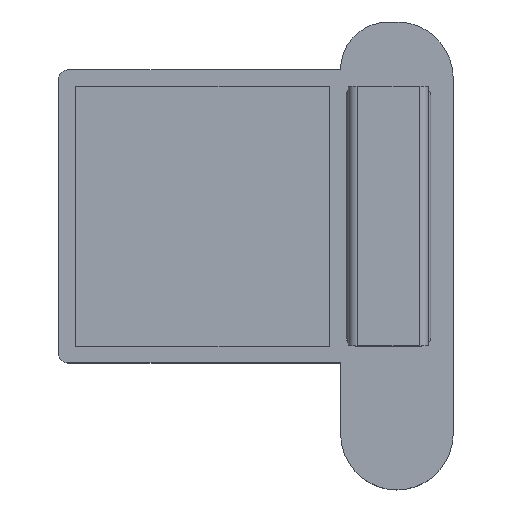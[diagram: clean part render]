
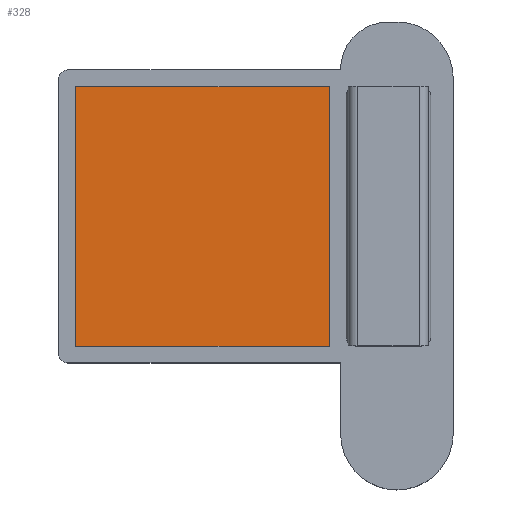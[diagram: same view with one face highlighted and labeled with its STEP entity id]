
A CAD part, top view. The second image highlights one B-rep face of the part: STEP entity #328.
In plain terms, the highlighted planar face has unit normal (0, 0, 1).
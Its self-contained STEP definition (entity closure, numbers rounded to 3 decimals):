
#16 = CARTESIAN_POINT ( 'NONE',  ( -27.75, 1.5, 6. ) ) ;
#65 = VECTOR ( 'NONE', #841, 1000. ) ;
#70 = VERTEX_POINT ( 'NONE', #992 ) ;
#99 = VECTOR ( 'NONE', #1161, 1000. ) ;
#171 = VECTOR ( 'NONE', #1480, 1000. ) ;
#211 = LINE ( 'NONE', #713, #1420 ) ;
#328 = ADVANCED_FACE ( 'NONE', ( #1537 ), #686, .T. ) ;
#506 = VERTEX_POINT ( 'NONE', #16 ) ;
#562 = CARTESIAN_POINT ( 'NONE',  ( 0., 0., 6. ) ) ;
#577 = LINE ( 'NONE', #715, #65 ) ;
#686 = PLANE ( 'NONE',  #806 ) ;
#703 = CARTESIAN_POINT ( 'NONE',  ( -5.25, 24.5, 6. ) ) ;
#713 = CARTESIAN_POINT ( 'NONE',  ( -27.75, 24.5, 6. ) ) ;
#715 = CARTESIAN_POINT ( 'NONE',  ( -5.25, 24.5, 6. ) ) ;
#727 = VERTEX_POINT ( 'NONE', #703 ) ;
#789 = ORIENTED_EDGE ( 'NONE', *, *, #926, .T. ) ;
#806 = AXIS2_PLACEMENT_3D ( 'NONE', #562, #913, #1071 ) ;
#841 = DIRECTION ( 'NONE',  ( 0., 1., 0. ) ) ;
#843 = EDGE_CURVE ( 'NONE', #506, #1578, #1220, .T. ) ;
#913 = DIRECTION ( 'NONE',  ( 0., 0., 1. ) ) ;
#926 = EDGE_CURVE ( 'NONE', #1578, #727, #577, .T. ) ;
#992 = CARTESIAN_POINT ( 'NONE',  ( -27.75, 24.5, 6. ) ) ;
#1020 = ORIENTED_EDGE ( 'NONE', *, *, #1593, .T. ) ;
#1071 = DIRECTION ( 'NONE',  ( 1., 0., 0. ) ) ;
#1083 = ORIENTED_EDGE ( 'NONE', *, *, #843, .T. ) ;
#1152 = CARTESIAN_POINT ( 'NONE',  ( -27.75, 24.5, 6. ) ) ;
#1161 = DIRECTION ( 'NONE',  ( -1., 0., 0. ) ) ;
#1218 = DIRECTION ( 'NONE',  ( 0., -1., 0. ) ) ;
#1220 = LINE ( 'NONE', #1462, #171 ) ;
#1378 = EDGE_CURVE ( 'NONE', #70, #506, #211, .T. ) ;
#1420 = VECTOR ( 'NONE', #1218, 1000. ) ;
#1432 = CARTESIAN_POINT ( 'NONE',  ( -5.25, 1.5, 6. ) ) ;
#1440 = LINE ( 'NONE', #1152, #99 ) ;
#1457 = EDGE_LOOP ( 'NONE', ( #1499, #1083, #789, #1020 ) ) ;
#1462 = CARTESIAN_POINT ( 'NONE',  ( -27.75, 1.5, 6. ) ) ;
#1480 = DIRECTION ( 'NONE',  ( 1., 0., 0. ) ) ;
#1499 = ORIENTED_EDGE ( 'NONE', *, *, #1378, .T. ) ;
#1537 = FACE_OUTER_BOUND ( 'NONE', #1457, .T. ) ;
#1578 = VERTEX_POINT ( 'NONE', #1432 ) ;
#1593 = EDGE_CURVE ( 'NONE', #727, #70, #1440, .T. ) ;
